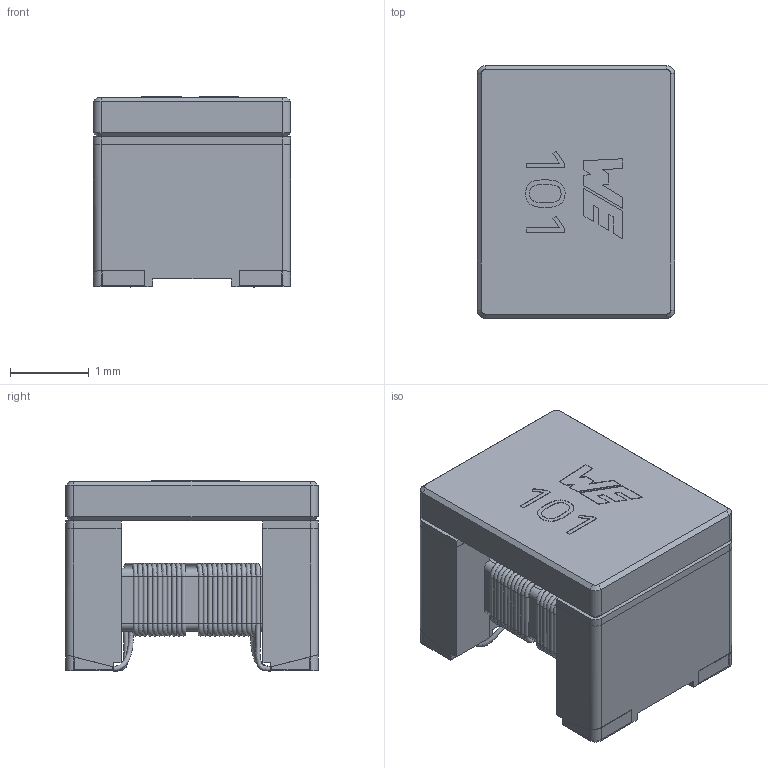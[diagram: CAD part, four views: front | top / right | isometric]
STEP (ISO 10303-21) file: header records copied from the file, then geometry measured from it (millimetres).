
FILE_DESCRIPTION(/* description */ ('Unknown'),/* implementation_level */ '2;1');
FILE_NAME(/* name */ '744234101',/* time_stamp */ '2025-05-21T11:43:45+02:00',/* author */ ('Unknown'),/* organization */ ('Unknown'),/* preprocessor_version */ 'ST-DEVELOPER v19.4',/* originating_system */ 'Solid Edge',/* authorisation */ 'Unknown');
FILE_SCHEMA (('AUTOMOTIVE_DESIGN {1 0 10303 214 3 1 1}'));
Length unit declared in the file: millimetre
Products named in the file (7): 744234xxx; Base; Glue; Coil; Top; SolderpadsR; SolderpadsL
Assembly tree (9 placements, depth 2):
  744234xxx
    Base
    Glue  x2
    Coil
    Top
    SolderpadsR  x2
    SolderpadsL  x2
Bounding box: 2.5 x 3.2 x 2.41 mm (x, y, z)
Volume: 12.6 mm3; surface area: 90.3 mm2
Topology: 10 solids, 10 shells, 437 faces, 1002 edges, 591 vertices
Faces by surface type: plane 205, cylinder 124, bspline 54, torus 46, cone 8
Full cylindrical faces by diameter (mm): 0.06 x96
Entity records: 12825 total; most frequent: CARTESIAN_POINT 4136, DIRECTION 1647, ORIENTED_EDGE 1414, EDGE_CURVE 707, AXIS2_PLACEMENT_3D 606, EDGE_LOOP 599, FACE_BOUND 599, VERTEX_POINT 526
